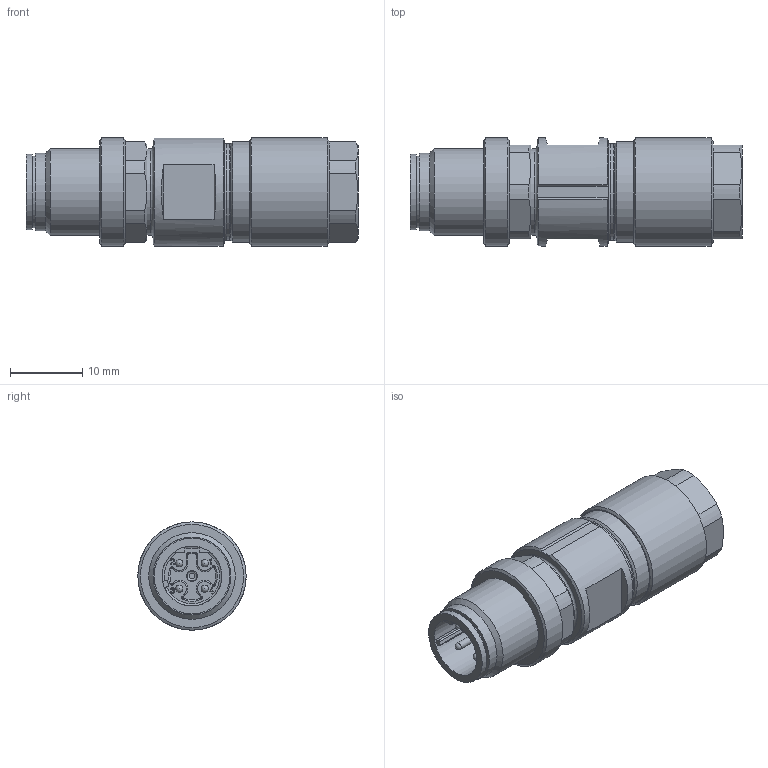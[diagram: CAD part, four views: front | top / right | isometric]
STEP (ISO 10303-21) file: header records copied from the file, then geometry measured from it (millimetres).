
FILE_DESCRIPTION(/* description */ (''),/* implementation_level */ '2;1');
FILE_NAME(/* name */ 'RA-WASCSY4C.stp',/* time_stamp */ '2020-03-03T13:15:04+01:00',/* author */ ('ESCHA GmbH & Co. KG'),/* organization */ ('ESCHA GmbH & Co. KG'),/* preprocessor_version */ 'ST-DEVELOPER v16',/* originating_system */ 'SIEMENS PLM Software NX 10.0',/* authorisation */ '');
FILE_SCHEMA (('AUTOMOTIVE_DESIGN { 1 0 10303 214 3 1 1 1 }'));
Length unit declared in the file: millimetre
Products named in the file (1): RA-WASCSY4C_stp
Bounding box: 46 x 15 x 15 mm (x, y, z)
Volume: 6386.7 mm3; surface area: 2915.9 mm2
Topology: 1 solids, 1 shells, 220 faces, 538 edges, 339 vertices
Faces by surface type: plane 91, cylinder 56, extrusion 25, cone 21, torus 15, bspline 8, sphere 4
Full cylindrical faces by diameter (mm): 1 x4, 8.3 x1, 8.5 x1, 9.9 x1, 10.5 x1, 10.8 x1, 12 x2, 13.35 x1, 14 x1, 15 x2
Entity records: 6623 total; most frequent: CARTESIAN_POINT 1706, ORIENTED_EDGE 982, DIRECTION 981, EDGE_CURVE 491, AXIS2_PLACEMENT_3D 363, VERTEX_POINT 325, EDGE_LOOP 272, VECTOR 255
